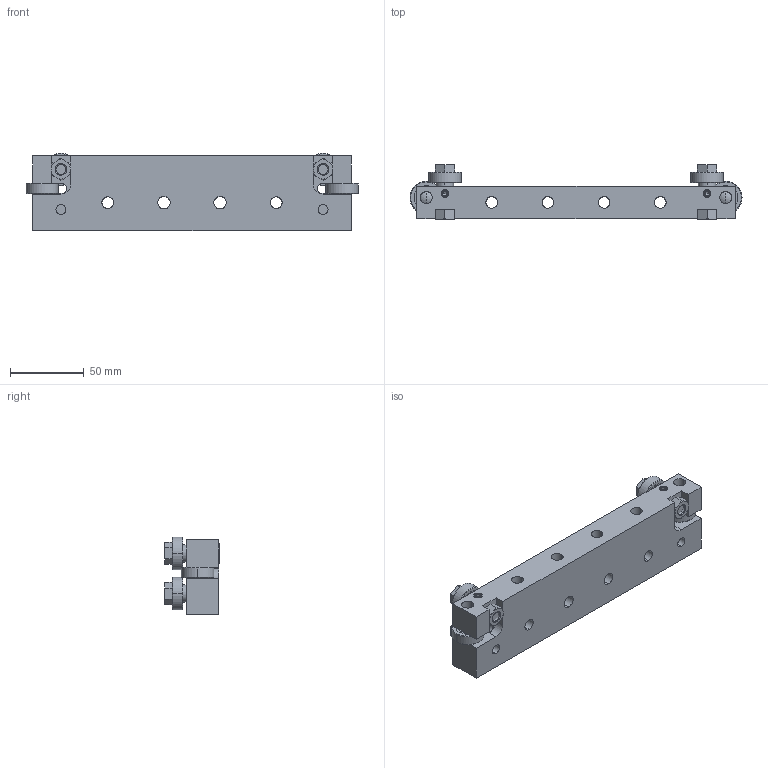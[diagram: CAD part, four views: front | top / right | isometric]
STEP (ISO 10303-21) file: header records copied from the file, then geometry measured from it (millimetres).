
FILE_DESCRIPTION (( 'STEP AP214' ), '1' );
FILE_NAME ('CRP102-00.STEP', '2018-07-05T20:08:57', ( '' ), ( '' ), 'SwSTEP 2.0', 'SolidWorks 2017', '' );
FILE_SCHEMA (( 'AUTOMOTIVE_DESIGN' ));
Length unit declared in the file: millimetre
Products named in the file (9): Washer Lock .188 90073A030_90073A030; HC-M8-30_91280A538; RB-0001_5972K222; Dowel M8x20_91595A558; CRP102-00; HC-M8-20_91280A538; hex nut style 1_am_B18.2.4.1M - Hex nut, Style 1,  M8 x 1.25 --D-N; SS-250-20-250_92313A533; CRP102-01
Assembly tree (21 placements, depth 2):
  CRP102-00
    CRP102-01
    Washer Lock .188 90073A030_90073A030  x4
    Dowel M8x20_91595A558  x2
    RB-0001_5972K222  x6
    HC-M8-20_91280A538  x2
    HC-M8-30_91280A538  x2
    SS-250-20-250_92313A533  x2
    hex nut style 1_am_B18.2.4.1M - Hex nut, Style 1,  M8 x 1.25 --D-N  x2
Bounding box: 225.2 x 37.26 x 52.62 mm (x, y, z)
Volume: 236346.4 mm3; surface area: 69751.7 mm2
Topology: 111 solids, 111 shells, 674 faces, 1668 edges, 1062 vertices
Faces by surface type: cylinder 214, plane 158, sphere 152, cone 114, torus 36
Entity records: 8895 total; most frequent: CARTESIAN_POINT 1834, DIRECTION 1231, ORIENTED_EDGE 1082, EDGE_CURVE 541, AXIS2_PLACEMENT_3D 495, VERTEX_POINT 344, EDGE_LOOP 289, LINE 241
